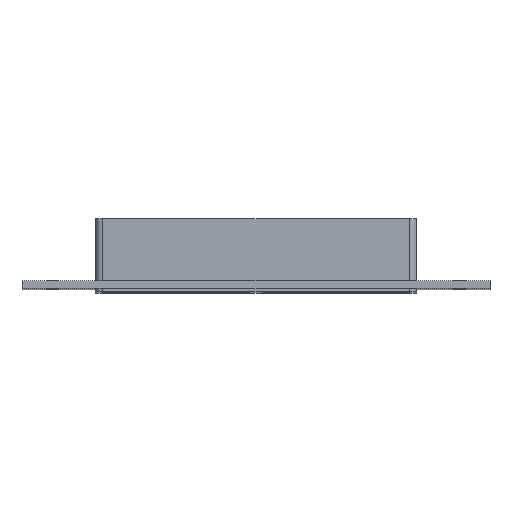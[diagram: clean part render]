
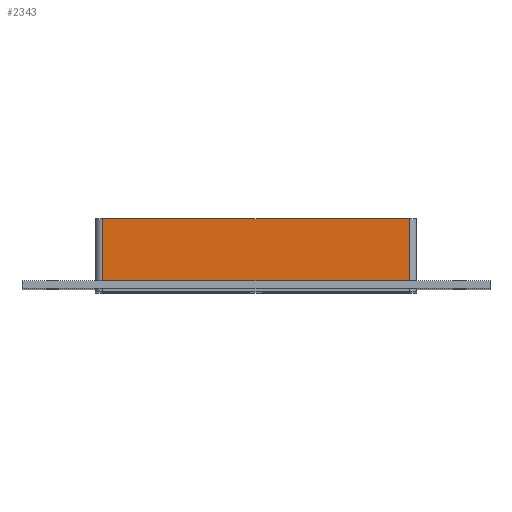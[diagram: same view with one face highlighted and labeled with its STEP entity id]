
A CAD part, top view. The second image highlights one B-rep face of the part: STEP entity #2343.
In plain terms, the highlighted planar face has unit normal (0, 0, 1).
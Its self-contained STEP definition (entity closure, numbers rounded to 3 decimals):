
#1266=CARTESIAN_POINT('',(-125.5,57.0,345.));
#1267=VERTEX_POINT('',#1266);
#1275=CARTESIAN_POINT('',(125.5,57.0,345.));
#1276=VERTEX_POINT('',#1275);
#1277=CARTESIAN_POINT('',(-125.5,57.0,345.));
#1278=DIRECTION('',(1.0,0.0,0.0));
#1279=VECTOR('',#1278,251.0);
#1280=LINE('',#1277,#1279);
#1281=EDGE_CURVE('',#1267,#1276,#1280,.T.);
#1664=CARTESIAN_POINT('',(125.5,6.,345.));
#1665=VERTEX_POINT('',#1664);
#1673=CARTESIAN_POINT('',(-125.5,6.,345.));
#1674=VERTEX_POINT('',#1673);
#1675=CARTESIAN_POINT('',(-125.5,6.,345.));
#1676=DIRECTION('',(1.0,0.0,0.0));
#1677=VECTOR('',#1676,251.0);
#1678=LINE('',#1675,#1677);
#1679=EDGE_CURVE('',#1674,#1665,#1678,.T.);
#2005=CARTESIAN_POINT('',(125.5,57.0,345.));
#2006=DIRECTION('',(0.0,-1.0,0.0));
#2007=VECTOR('',#2006,51.0);
#2008=LINE('',#2005,#2007);
#2009=EDGE_CURVE('',#1276,#1665,#2008,.T.);
#2321=CARTESIAN_POINT('',(-125.5,6.,345.));
#2322=DIRECTION('',(0.0,1.0,0.0));
#2323=VECTOR('',#2322,51.0);
#2324=LINE('',#2321,#2323);
#2325=EDGE_CURVE('',#1674,#1267,#2324,.T.);
#2332=CARTESIAN_POINT('',(-131.5,0.0,345.));
#2333=DIRECTION('',(0.0,0.0,1.0));
#2334=DIRECTION('',(1.0,0.0,0.0));
#2335=AXIS2_PLACEMENT_3D('',#2332,#2333,#2334);
#2336=PLANE('',#2335);
#2337=ORIENTED_EDGE('',*,*,#1679,.T.);
#2338=ORIENTED_EDGE('',*,*,#2009,.F.);
#2339=ORIENTED_EDGE('',*,*,#1281,.F.);
#2340=ORIENTED_EDGE('',*,*,#2325,.F.);
#2341=EDGE_LOOP('',(#2337,#2338,#2339,#2340));
#2342=FACE_OUTER_BOUND('',#2341,.T.);
#2343=ADVANCED_FACE('',(#2342),#2336,.T.);
